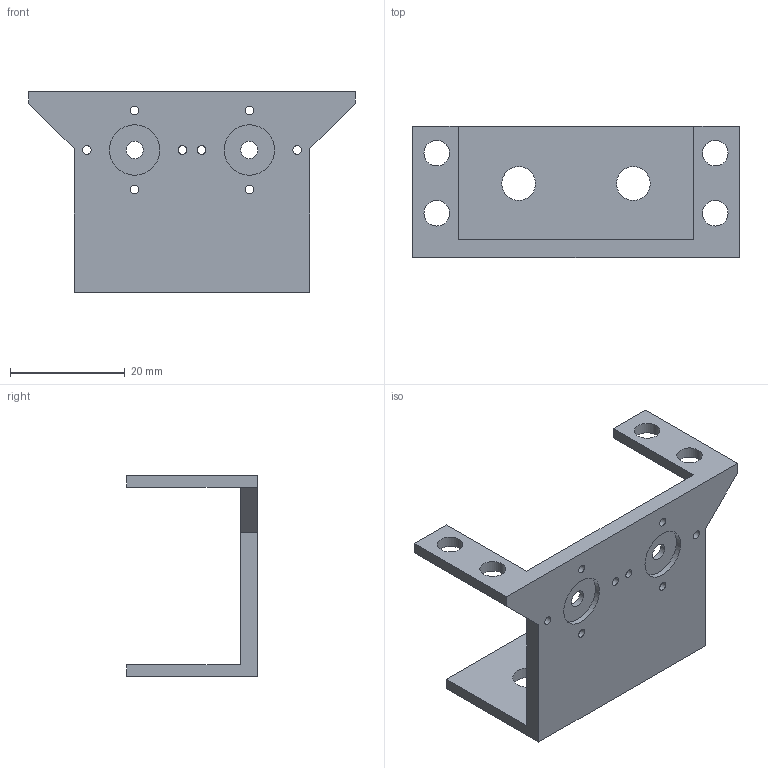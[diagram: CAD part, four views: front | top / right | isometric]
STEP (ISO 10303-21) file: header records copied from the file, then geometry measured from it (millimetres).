
FILE_DESCRIPTION(/* description */ (''),/* implementation_level */ '2;1');
FILE_NAME(/* name */ '6096295b-12eb-4c2d-84fe-f40ce818099d.stp',/* time_stamp */ '2015-10-06T16:33:05-05:00',/* author */ (''),/* organization */ (''),/* preprocessor_version */ 'ST-DEVELOPER v16.1',/* originating_system */ 'Autodesk Translation Framework v4.1.0.1560',/* authorisation */ '');
FILE_SCHEMA (('AUTOMOTIVE_DESIGN { 1 0 10303 214 3 1 1 }'));
Length unit declared in the file: centimetre
Products named in the file (1): pan-tilt-frame-1 v3
Bounding box: 57.05 x 22.8 x 35 mm (x, y, z)
Volume: 6330.3 mm3; surface area: 6229.2 mm2
Topology: 1 solids, 1 shells, 42 faces, 108 edges, 72 vertices
Faces by surface type: plane 22, cylinder 20
Full cylindrical faces by diameter (mm): 1.5 x8, 3 x2, 4.46 x4, 5.892 x2, 8.8 x4
Entity records: 1262 total; most frequent: DIRECTION 212, CARTESIAN_POINT 199, ORIENTED_EDGE 172, EDGE_LOOP 98, EDGE_CURVE 86, AXIS2_PLACEMENT_3D 83, VERTEX_POINT 70, FACE_BOUND 56
